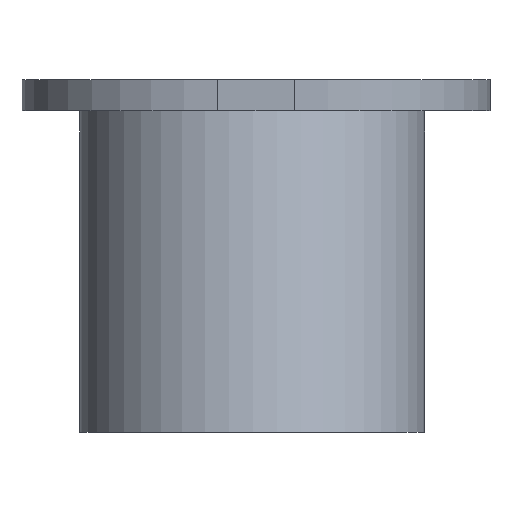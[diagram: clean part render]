
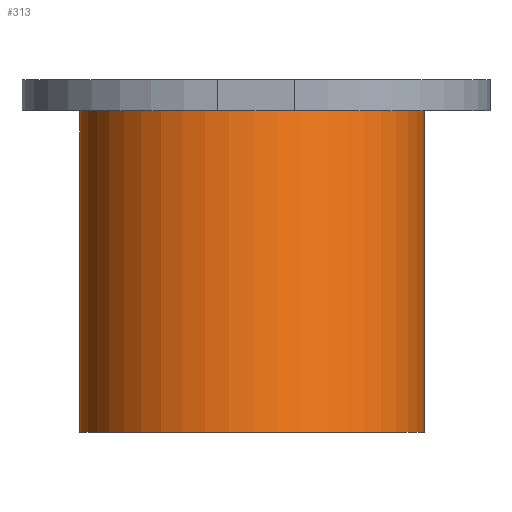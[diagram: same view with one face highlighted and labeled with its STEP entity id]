
A CAD part, left-side view. The second image highlights one B-rep face of the part: STEP entity #313.
In plain terms, the highlighted cylindrical face has radius 4.4 mm (diameter 8.8 mm), a full revolution.
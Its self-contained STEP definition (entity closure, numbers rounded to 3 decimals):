
#20=CYLINDRICAL_SURFACE('',#350,4.4);
#24=ELLIPSE('',#322,4.516,4.4);
#33=ELLIPSE('',#346,4.516,4.4);
#60=FACE_OUTER_BOUND('',#82,.T.);
#82=EDGE_LOOP('',(#273,#274,#275,#276));
#105=LINE('',#642,#125);
#125=VECTOR('',#441,4.4);
#143=VERTEX_POINT('',#485);
#160=VERTEX_POINT('',#634);
#171=EDGE_CURVE('',#143,#143,#24,.T.);
#199=EDGE_CURVE('',#160,#160,#33,.T.);
#203=EDGE_CURVE('',#143,#160,#105,.T.);
#273=ORIENTED_EDGE('',*,*,#171,.T.);
#274=ORIENTED_EDGE('',*,*,#203,.T.);
#275=ORIENTED_EDGE('',*,*,#199,.F.);
#276=ORIENTED_EDGE('',*,*,#203,.F.);
#313=ADVANCED_FACE('',(#60),#20,.T.);
#322=AXIS2_PLACEMENT_3D('',#486,#368,#369);
#346=AXIS2_PLACEMENT_3D('',#635,#430,#431);
#350=AXIS2_PLACEMENT_3D('',#641,#439,#440);
#368=DIRECTION('center_axis',(0.,0.,-1.));
#369=DIRECTION('ref_axis',(1.,0.,0.));
#430=DIRECTION('center_axis',(0.,0.,-1.));
#431=DIRECTION('ref_axis',(1.,0.,0.));
#439=DIRECTION('center_axis',(0.225,0.,0.974));
#440=DIRECTION('ref_axis',(0.,-1.,0.));
#441=DIRECTION('',(-0.225,0.,-0.974));
#485=CARTESIAN_POINT('',(27.856,4.363,-0.8));
#486=CARTESIAN_POINT('Origin',(27.856,-0.037,-0.8));
#634=CARTESIAN_POINT('',(25.963,4.363,-9.));
#635=CARTESIAN_POINT('Origin',(25.963,-0.037,-9.));
#641=CARTESIAN_POINT('Origin',(14.172,-0.037,-60.073));
#642=CARTESIAN_POINT('',(14.172,4.363,-60.073));
